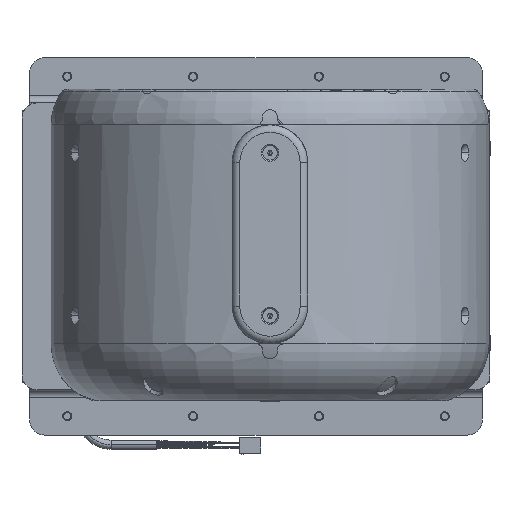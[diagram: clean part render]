
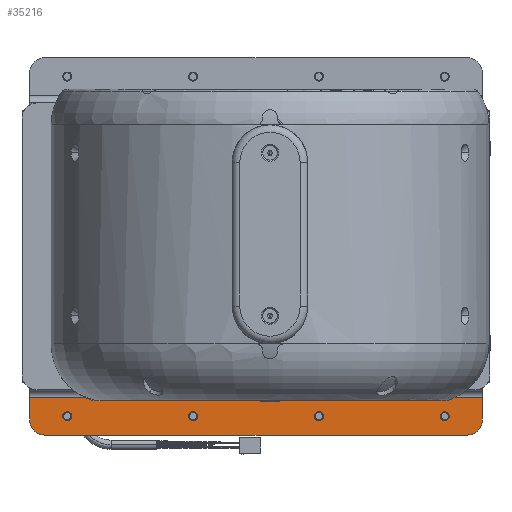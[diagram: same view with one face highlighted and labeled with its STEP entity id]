
A CAD part, front view. The second image highlights one B-rep face of the part: STEP entity #35216.
In plain terms, the highlighted planar face has unit normal (0, -1, 0).
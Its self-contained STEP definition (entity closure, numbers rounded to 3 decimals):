
#123 = DIRECTION ( 'NONE',  ( 0., -1., 0. ) ) ;
#223 = DIRECTION ( 'NONE',  ( 0., 0., -1. ) ) ;
#484 = CARTESIAN_POINT ( 'NONE',  ( -31.88, 249.799, 257.674 ) ) ;
#835 = DIRECTION ( 'NONE',  ( 0., -1., 0. ) ) ;
#934 = ORIENTED_EDGE ( 'NONE', *, *, #40969, .F. ) ;
#1314 = DIRECTION ( 'NONE',  ( 0., 1., 0. ) ) ;
#1606 = ORIENTED_EDGE ( 'NONE', *, *, #31157, .F. ) ;
#2316 = VERTEX_POINT ( 'NONE', #29785 ) ;
#2399 = DIRECTION ( 'NONE',  ( 0., -1., 0. ) ) ;
#2474 = EDGE_LOOP ( 'NONE', ( #8204, #1606 ) ) ;
#3288 = CARTESIAN_POINT ( 'NONE',  ( -198.993, 249.799, 263.657 ) ) ;
#4014 = PLANE ( 'NONE',  #5324 ) ;
#4228 = FACE_BOUND ( 'NONE', #25179, .T. ) ;
#4413 = CARTESIAN_POINT ( 'NONE',  ( 51.194, 249.799, 260.663 ) ) ;
#4436 = DIRECTION ( 'NONE',  ( 0., 0., -1. ) ) ;
#4648 = FACE_BOUND ( 'NONE', #23486, .T. ) ;
#5030 = ORIENTED_EDGE ( 'NONE', *, *, #32337, .F. ) ;
#5044 = CARTESIAN_POINT ( 'NONE',  ( -115.473, 249.799, 260.663 ) ) ;
#5324 = AXIS2_PLACEMENT_3D ( 'NONE', #13937, #39307, #4436 ) ;
#5843 = VERTEX_POINT ( 'NONE', #28337 ) ;
#5962 = EDGE_CURVE ( 'NONE', #24024, #13807, #29009, .T. ) ;
#6875 = CARTESIAN_POINT ( 'NONE',  ( -32.139, 249.799, 260.663 ) ) ;
#7180 = CIRCLE ( 'NONE', #18653, 3. ) ;
#8204 = ORIENTED_EDGE ( 'NONE', *, *, #28471, .F. ) ;
#8205 = CARTESIAN_POINT ( 'NONE',  ( -213.806, 249.799, 258.163 ) ) ;
#8576 = LINE ( 'NONE', #14491, #10521 ) ;
#9552 = ORIENTED_EDGE ( 'NONE', *, *, #13190, .F. ) ;
#9585 = AXIS2_PLACEMENT_3D ( 'NONE', #8205, #1314, #40518 ) ;
#9748 = LINE ( 'NONE', #31670, #18716 ) ;
#9817 = CARTESIAN_POINT ( 'NONE',  ( -198.806, 249.799, 260.663 ) ) ;
#10171 = CIRCLE ( 'NONE', #25675, 3. ) ;
#10212 = EDGE_CURVE ( 'NONE', #13807, #24024, #7180, .T. ) ;
#10365 = CARTESIAN_POINT ( 'NONE',  ( -115.757, 249.799, 263.649 ) ) ;
#10521 = VECTOR ( 'NONE', #21417, 1000. ) ;
#10564 = CIRCLE ( 'NONE', #23363, 3. ) ;
#10889 = EDGE_LOOP ( 'NONE', ( #14425, #23877, #934, #16724, #19135, #22708 ) ) ;
#11890 = CARTESIAN_POINT ( 'NONE',  ( -223.806, 249.799, 258.163 ) ) ;
#12144 = VERTEX_POINT ( 'NONE', #35497 ) ;
#12786 = EDGE_CURVE ( 'NONE', #5843, #23697, #41187, .T. ) ;
#12865 = CIRCLE ( 'NONE', #9585, 10. ) ;
#12882 = EDGE_CURVE ( 'NONE', #34254, #25821, #26134, .T. ) ;
#13190 = EDGE_CURVE ( 'NONE', #39574, #2316, #25704, .T. ) ;
#13244 = DIRECTION ( 'NONE',  ( 0., 0., -1. ) ) ;
#13370 = VERTEX_POINT ( 'NONE', #484 ) ;
#13786 = DIRECTION ( 'NONE',  ( 0., 1., 0. ) ) ;
#13807 = VERTEX_POINT ( 'NONE', #26712 ) ;
#13937 = CARTESIAN_POINT ( 'NONE',  ( -218.806, 249.799, 458.163 ) ) ;
#14105 = CARTESIAN_POINT ( 'NONE',  ( 76.194, 249.799, 258.163 ) ) ;
#14116 = DIRECTION ( 'NONE',  ( 0., 0., -1. ) ) ;
#14394 = AXIS2_PLACEMENT_3D ( 'NONE', #19016, #2399, #24915 ) ;
#14425 = ORIENTED_EDGE ( 'NONE', *, *, #27820, .F. ) ;
#14491 = CARTESIAN_POINT ( 'NONE',  ( -223.806, 249.799, 258.163 ) ) ;
#15094 = VERTEX_POINT ( 'NONE', #11890 ) ;
#15902 = AXIS2_PLACEMENT_3D ( 'NONE', #5044, #40947, #23829 ) ;
#16724 = ORIENTED_EDGE ( 'NONE', *, *, #12882, .F. ) ;
#16772 = ORIENTED_EDGE ( 'NONE', *, *, #5962, .F. ) ;
#16837 = VECTOR ( 'NONE', #18566, 1000. ) ;
#16870 = DIRECTION ( 'NONE',  ( -1., 0., 0. ) ) ;
#17283 = DIRECTION ( 'NONE',  ( 0., -1., 0. ) ) ;
#17460 = CARTESIAN_POINT ( 'NONE',  ( -223.806, 249.799, 273.163 ) ) ;
#18563 = CIRCLE ( 'NONE', #15902, 3. ) ;
#18566 = DIRECTION ( 'NONE',  ( 0., 0., -1. ) ) ;
#18653 = AXIS2_PLACEMENT_3D ( 'NONE', #9817, #19505, #22044 ) ;
#18716 = VECTOR ( 'NONE', #19036, 1000. ) ;
#18846 = CARTESIAN_POINT ( 'NONE',  ( 50.957, 249.799, 263.653 ) ) ;
#19016 = CARTESIAN_POINT ( 'NONE',  ( -32.139, 249.799, 260.663 ) ) ;
#19036 = DIRECTION ( 'NONE',  ( 1., 0., 0. ) ) ;
#19135 = ORIENTED_EDGE ( 'NONE', *, *, #33871, .F. ) ;
#19441 = DIRECTION ( 'NONE',  ( 0., 0., -1. ) ) ;
#19505 = DIRECTION ( 'NONE',  ( 0., -1., 0. ) ) ;
#19548 = CARTESIAN_POINT ( 'NONE',  ( 51.194, 249.799, 260.663 ) ) ;
#19798 = FACE_BOUND ( 'NONE', #32238, .T. ) ;
#20930 = VERTEX_POINT ( 'NONE', #18846 ) ;
#21417 = DIRECTION ( 'NONE',  ( 0., 0., 1. ) ) ;
#21912 = CARTESIAN_POINT ( 'NONE',  ( 76.194, 249.799, 283.234 ) ) ;
#21968 = AXIS2_PLACEMENT_3D ( 'NONE', #36161, #13786, #29193 ) ;
#22044 = DIRECTION ( 'NONE',  ( 0., 0., -1. ) ) ;
#22708 = ORIENTED_EDGE ( 'NONE', *, *, #12786, .F. ) ;
#22720 = DIRECTION ( 'NONE',  ( 0., -1., 0. ) ) ;
#22926 = AXIS2_PLACEMENT_3D ( 'NONE', #32718, #123, #19441 ) ;
#22974 = CARTESIAN_POINT ( 'NONE',  ( 66.194, 249.799, 248.163 ) ) ;
#23363 = AXIS2_PLACEMENT_3D ( 'NONE', #6875, #835, #223 ) ;
#23486 = EDGE_LOOP ( 'NONE', ( #31478, #34670 ) ) ;
#23697 = VERTEX_POINT ( 'NONE', #14105 ) ;
#23825 = VERTEX_POINT ( 'NONE', #26466 ) ;
#23829 = DIRECTION ( 'NONE',  ( 0., 0., -1. ) ) ;
#23877 = ORIENTED_EDGE ( 'NONE', *, *, #32702, .F. ) ;
#24024 = VERTEX_POINT ( 'NONE', #3288 ) ;
#24915 = DIRECTION ( 'NONE',  ( 0., 0., -1. ) ) ;
#25179 = EDGE_LOOP ( 'NONE', ( #16772, #27963 ) ) ;
#25675 = AXIS2_PLACEMENT_3D ( 'NONE', #19548, #35411, #13244 ) ;
#25704 = CIRCLE ( 'NONE', #37165, 3. ) ;
#25821 = VERTEX_POINT ( 'NONE', #26565 ) ;
#26134 = LINE ( 'NONE', #22974, #30279 ) ;
#26466 = CARTESIAN_POINT ( 'NONE',  ( 51.432, 249.799, 257.672 ) ) ;
#26565 = CARTESIAN_POINT ( 'NONE',  ( -213.806, 249.799, 248.163 ) ) ;
#26712 = CARTESIAN_POINT ( 'NONE',  ( -198.619, 249.799, 257.669 ) ) ;
#27820 = EDGE_CURVE ( 'NONE', #39092, #5843, #9748, .T. ) ;
#27963 = ORIENTED_EDGE ( 'NONE', *, *, #10212, .F. ) ;
#28244 = EDGE_CURVE ( 'NONE', #23825, #20930, #28780, .T. ) ;
#28337 = CARTESIAN_POINT ( 'NONE',  ( 76.194, 249.799, 273.163 ) ) ;
#28471 = EDGE_CURVE ( 'NONE', #12144, #13370, #10564, .T. ) ;
#28780 = CIRCLE ( 'NONE', #36917, 3. ) ;
#29009 = CIRCLE ( 'NONE', #22926, 3. ) ;
#29193 = DIRECTION ( 'NONE',  ( 0., 0., -1. ) ) ;
#29785 = CARTESIAN_POINT ( 'NONE',  ( -115.188, 249.799, 257.676 ) ) ;
#30279 = VECTOR ( 'NONE', #16870, 1000. ) ;
#31157 = EDGE_CURVE ( 'NONE', #13370, #12144, #31208, .T. ) ;
#31208 = CIRCLE ( 'NONE', #14394, 3. ) ;
#31478 = ORIENTED_EDGE ( 'NONE', *, *, #41162, .F. ) ;
#31670 = CARTESIAN_POINT ( 'NONE',  ( -218.806, 249.799, 273.163 ) ) ;
#32238 = EDGE_LOOP ( 'NONE', ( #9552, #5030 ) ) ;
#32276 = CARTESIAN_POINT ( 'NONE',  ( 66.194, 249.799, 248.163 ) ) ;
#32337 = EDGE_CURVE ( 'NONE', #2316, #39574, #18563, .T. ) ;
#32702 = EDGE_CURVE ( 'NONE', #15094, #39092, #8576, .T. ) ;
#32718 = CARTESIAN_POINT ( 'NONE',  ( -198.806, 249.799, 260.663 ) ) ;
#32893 = FACE_OUTER_BOUND ( 'NONE', #10889, .T. ) ;
#33871 = EDGE_CURVE ( 'NONE', #23697, #34254, #37555, .T. ) ;
#34254 = VERTEX_POINT ( 'NONE', #32276 ) ;
#34670 = ORIENTED_EDGE ( 'NONE', *, *, #28244, .F. ) ;
#35216 = ADVANCED_FACE ( 'NONE', ( #32893, #4648, #36750, #19798, #4228 ), #4014, .T. ) ;
#35411 = DIRECTION ( 'NONE',  ( 0., -1., 0. ) ) ;
#35497 = CARTESIAN_POINT ( 'NONE',  ( -32.399, 249.799, 263.652 ) ) ;
#35820 = DIRECTION ( 'NONE',  ( 0., 0., -1. ) ) ;
#36027 = CARTESIAN_POINT ( 'NONE',  ( -115.473, 249.799, 260.663 ) ) ;
#36161 = CARTESIAN_POINT ( 'NONE',  ( 66.194, 249.799, 258.163 ) ) ;
#36750 = FACE_BOUND ( 'NONE', #2474, .T. ) ;
#36917 = AXIS2_PLACEMENT_3D ( 'NONE', #4413, #17283, #14116 ) ;
#37165 = AXIS2_PLACEMENT_3D ( 'NONE', #36027, #22720, #35820 ) ;
#37555 = CIRCLE ( 'NONE', #21968, 10. ) ;
#39092 = VERTEX_POINT ( 'NONE', #17460 ) ;
#39307 = DIRECTION ( 'NONE',  ( 0., -1., 0. ) ) ;
#39574 = VERTEX_POINT ( 'NONE', #10365 ) ;
#40518 = DIRECTION ( 'NONE',  ( 0., 0., -1. ) ) ;
#40947 = DIRECTION ( 'NONE',  ( 0., -1., 0. ) ) ;
#40969 = EDGE_CURVE ( 'NONE', #25821, #15094, #12865, .T. ) ;
#41162 = EDGE_CURVE ( 'NONE', #20930, #23825, #10171, .T. ) ;
#41187 = LINE ( 'NONE', #21912, #16837 ) ;
